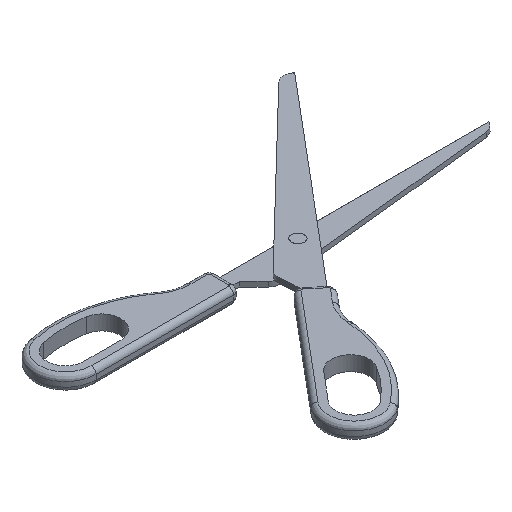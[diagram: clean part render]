
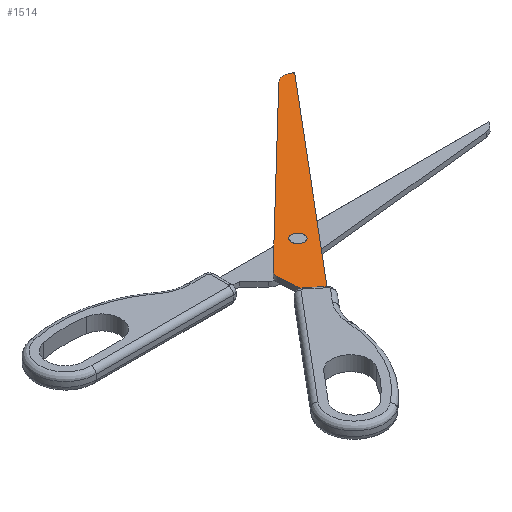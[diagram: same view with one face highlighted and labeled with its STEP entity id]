
A CAD part, isometric view. The second image highlights one B-rep face of the part: STEP entity #1514.
In plain terms, the highlighted free-form (B-spline) face has degree [1, 1] with [2, 2] control points.
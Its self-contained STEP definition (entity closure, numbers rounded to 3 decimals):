
#1374 = VERTEX_POINT('',#1375);
#1375 = CARTESIAN_POINT('',(183.132,-84.61,
    17.529));
#1409 = EDGE_CURVE('',#1374,#1410,#1412,.T.);
#1410 = VERTEX_POINT('',#1411);
#1411 = CARTESIAN_POINT('',(360.052,126.245,
    17.528));
#1412 = B_SPLINE_CURVE_WITH_KNOTS('',3,(#1413,#1414,#1415,#1416),
  .UNSPECIFIED.,.F.,.F.,(4,4),(0.,1.),.PIECEWISE_BEZIER_KNOTS.);
#1413 = CARTESIAN_POINT('',(183.127,-84.606,
    17.528));
#1414 = CARTESIAN_POINT('',(242.102,-14.322,
    17.528));
#1415 = CARTESIAN_POINT('',(301.077,55.961,
    17.528));
#1416 = CARTESIAN_POINT('',(360.052,126.245,
    17.528));
#1514 = ADVANCED_FACE('',(#1515,#1529),#1574,.F.);
#1515 = FACE_BOUND('',#1516,.T.);
#1516 = EDGE_LOOP('',(#1517));
#1517 = ORIENTED_EDGE('',*,*,#1518,.T.);
#1518 = EDGE_CURVE('',#1519,#1519,#1521,.T.);
#1519 = VERTEX_POINT('',#1520);
#1520 = CARTESIAN_POINT('',(219.638,-16.77,
    17.528));
#1521 = ( BOUNDED_CURVE() B_SPLINE_CURVE(2,(#1522,#1523,#1524,#1525,
#1526,#1527,#1528),.UNSPECIFIED.,.T.,.F.) B_SPLINE_CURVE_WITH_KNOTS((1,2
    ,2,2,2,1),(-2.094,0.,2.094,4.189,
6.283,8.378),.UNSPECIFIED.) CURVE() 
GEOMETRIC_REPRESENTATION_ITEM() RATIONAL_B_SPLINE_CURVE((1.,0.5,1.,0.5,
1.,0.5,1.)) REPRESENTATION_ITEM('') );
#1522 = CARTESIAN_POINT('',(219.638,-16.77,
    17.528));
#1523 = CARTESIAN_POINT('',(228.359,-24.088,
    17.528));
#1524 = CARTESIAN_POINT('',(217.661,-27.982,
    17.528));
#1525 = CARTESIAN_POINT('',(206.963,-31.876,
    17.528));
#1526 = CARTESIAN_POINT('',(208.94,-20.664,
    17.528));
#1527 = CARTESIAN_POINT('',(210.917,-9.452,
    17.528));
#1528 = CARTESIAN_POINT('',(219.638,-16.77,
    17.528));
#1529 = FACE_BOUND('',#1530,.T.);
#1530 = EDGE_LOOP('',(#1531,#1538,#1539,#1547,#1554,#1562,#1569));
#1531 = ORIENTED_EDGE('',*,*,#1532,.T.);
#1532 = EDGE_CURVE('',#1533,#1374,#1535,.T.);
#1533 = VERTEX_POINT('',#1534);
#1534 = CARTESIAN_POINT('',(168.752,-72.544,
    17.528));
#1535 = B_SPLINE_CURVE_WITH_KNOTS('',1,(#1536,#1537),.UNSPECIFIED.,.F.,
  .F.,(2,2),(0.,14.993),.PIECEWISE_BEZIER_KNOTS.);
#1536 = CARTESIAN_POINT('',(168.752,-72.544,
    17.528));
#1537 = CARTESIAN_POINT('',(183.132,-84.61,
    17.528));
#1538 = ORIENTED_EDGE('',*,*,#1409,.T.);
#1539 = ORIENTED_EDGE('',*,*,#1540,.F.);
#1540 = EDGE_CURVE('',#1541,#1410,#1543,.T.);
#1541 = VERTEX_POINT('',#1542);
#1542 = CARTESIAN_POINT('',(343.318,125.651,
    17.528));
#1543 = ( BOUNDED_CURVE() B_SPLINE_CURVE(2,(#1544,#1545,#1546),
.UNSPECIFIED.,.F.,.F.) B_SPLINE_CURVE_WITH_KNOTS((3,3),(4.817,
6.282),.PIECEWISE_BEZIER_KNOTS.) CURVE() 
GEOMETRIC_REPRESENTATION_ITEM() RATIONAL_B_SPLINE_CURVE((1.,
0.744,1.)) REPRESENTATION_ITEM('') );
#1544 = CARTESIAN_POINT('',(343.318,125.651,
    17.528));
#1545 = CARTESIAN_POINT('',(351.418,133.472,
    17.528));
#1546 = CARTESIAN_POINT('',(360.052,126.245,
    17.528));
#1547 = ORIENTED_EDGE('',*,*,#1548,.F.);
#1548 = EDGE_CURVE('',#1549,#1541,#1551,.T.);
#1549 = VERTEX_POINT('',#1550);
#1550 = CARTESIAN_POINT('',(174.756,-37.128,
    17.528));
#1551 = B_SPLINE_CURVE_WITH_KNOTS('',1,(#1552,#1553),.UNSPECIFIED.,.F.,
  .F.,(2,2),(0.,187.162),.PIECEWISE_BEZIER_KNOTS.);
#1552 = CARTESIAN_POINT('',(174.756,-37.128,
    17.528));
#1553 = CARTESIAN_POINT('',(343.318,125.651,
    17.528));
#1554 = ORIENTED_EDGE('',*,*,#1555,.F.);
#1555 = EDGE_CURVE('',#1556,#1549,#1558,.T.);
#1556 = VERTEX_POINT('',#1557);
#1557 = CARTESIAN_POINT('',(170.981,-47.226,
    17.528));
#1558 = ( BOUNDED_CURVE() B_SPLINE_CURVE(2,(#1559,#1560,#1561),
.UNSPECIFIED.,.F.,.F.) B_SPLINE_CURVE_WITH_KNOTS((3,3),(3.927,
4.817),.PIECEWISE_BEZIER_KNOTS.) CURVE() 
GEOMETRIC_REPRESENTATION_ITEM() RATIONAL_B_SPLINE_CURVE((1.,
0.903,1.)) REPRESENTATION_ITEM('') );
#1559 = CARTESIAN_POINT('',(170.981,-47.226,
    17.528));
#1560 = CARTESIAN_POINT('',(170.46,-41.277,
    17.528));
#1561 = CARTESIAN_POINT('',(174.756,-37.128,
    17.528));
#1562 = ORIENTED_EDGE('',*,*,#1563,.F.);
#1563 = EDGE_CURVE('',#1564,#1556,#1566,.T.);
#1564 = VERTEX_POINT('',#1565);
#1565 = CARTESIAN_POINT('',(172.776,-67.748,
    17.528));
#1566 = B_SPLINE_CURVE_WITH_KNOTS('',1,(#1567,#1568),.UNSPECIFIED.,.F.,
  .F.,(2,2),(0.,16.454),.PIECEWISE_BEZIER_KNOTS.);
#1567 = CARTESIAN_POINT('',(172.776,-67.748,
    17.528));
#1568 = CARTESIAN_POINT('',(170.981,-47.226,
    17.528));
#1569 = ORIENTED_EDGE('',*,*,#1570,.F.);
#1570 = EDGE_CURVE('',#1533,#1564,#1571,.T.);
#1571 = B_SPLINE_CURVE_WITH_KNOTS('',1,(#1572,#1573),.UNSPECIFIED.,.F.,
  .F.,(2,2),(38.831,43.831),.PIECEWISE_BEZIER_KNOTS.);
#1572 = CARTESIAN_POINT('',(168.752,-72.544,
    17.528));
#1573 = CARTESIAN_POINT('',(172.776,-67.748,
    17.528));
#1574 = B_SPLINE_SURFACE_WITH_KNOTS('',1,1,(
    (#1575,#1576)
    ,(#1577,#1578
    )),.UNSPECIFIED.,.F.,.F.,.F.,(2,2),(2,2),(-23.706,
    196.136),(-10.,19.557),.PIECEWISE_BEZIER_KNOTS.);
#1575 = CARTESIAN_POINT('',(154.784,-60.823,
    17.528));
#1576 = CARTESIAN_POINT('',(183.132,-84.61,
    17.528));
#1577 = CARTESIAN_POINT('',(331.709,150.028,
    17.528));
#1578 = CARTESIAN_POINT('',(360.057,126.241,
    17.528));
